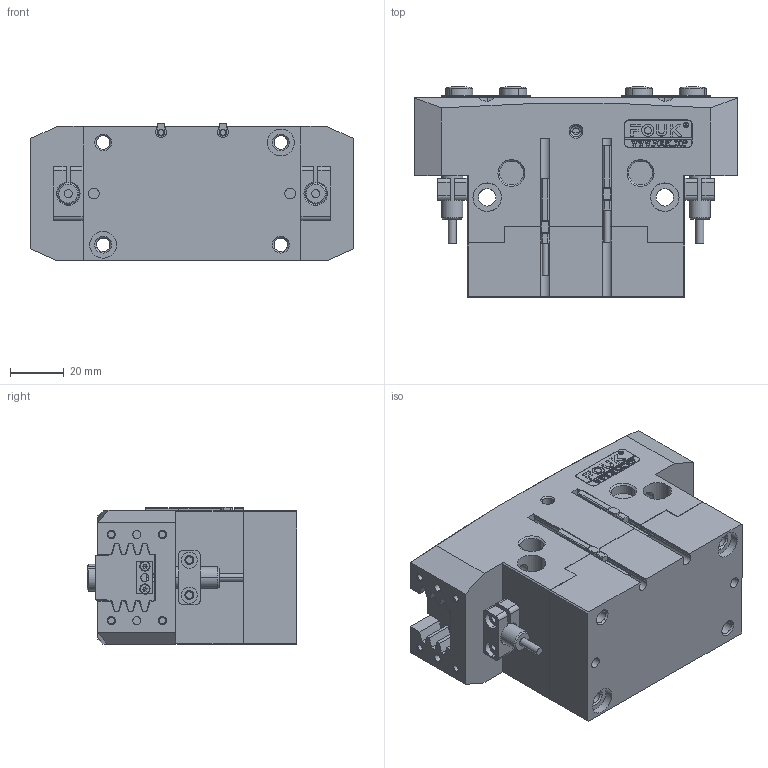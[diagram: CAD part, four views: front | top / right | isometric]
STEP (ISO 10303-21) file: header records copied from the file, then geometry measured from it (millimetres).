
FILE_DESCRIPTION (( 'STEP AP203' ), '1' );
FILE_NAME ('FR46-120-NO.STEP', '2025-01-13T07:37:31', ( 'USER-' ), ( 'Microsoft' ), 'SwSTEP 2.0', 'SolidWorks 2018', '' );
FILE_SCHEMA (( 'CONFIG_CONTROL_DESIGN' ));
Length unit declared in the file: millimetre
Products named in the file (14): TRT46-120-M-02 喘倛賑輸; TRT46-120-M-06 笢猾え; 揤輸蚾饜极; P-GS-T-01 喘倛蚚標釱; ﾏ擎ﾗ10｡ﾁ6; 8x18諉輪羲壽; 埴翐芛_GB_FASTENER_SCREWS_HSHCS M2X8-N; 揤輸杅耀.sldasm-Part-9; 25x10-R1.5; TRT46-120-M-01 喘倛褲极; TRT46-120 喘倛標蛈; FR46-120-NO; TRT46-120-M-22B 晊扥极; 昹親棠覜羲壽
Assembly tree (26 placements, depth 4):
  FR46-120-NO
    TRT46-120 喘倛標蛈
      TRT46-120-M-01 喘倛褲极
      TRT46-120-M-02 喘倛賑輸  x2
      TRT46-120-M-06 笢猾え
      P-GS-T-01 喘倛蚚標釱  x2
      8x18諉輪羲壽  x2
      25x10-R1.5
      揤輸蚾饜极  x2
        揤輸杅耀.sldasm-Part-9
        埴翐芛_GB_FASTENER_SCREWS_HSHCS M2X8-N
      昹親棠覜羲壽  x2
      ﾏ擎ﾗ10｡ﾁ6  x4
    TRT46-120-M-22B 晊扥极
    ﾏ擎ﾗ10｡ﾁ6  x4
Bounding box: 120 x 78 x 51.2 mm (x, y, z)
Volume: 325993.4 mm3; surface area: 86907.4 mm2
Topology: 26 solids, 55 shells, 1548 faces, 3846 edges, 2444 vertices
Faces by surface type: plane 696, cylinder 411, cone 278, bspline 155, torus 8
Entity records: 43170 total; most frequent: CARTESIAN_POINT 13160, ORIENTED_EDGE 5932, DIRECTION 5554, EDGE_CURVE 2966, VERTEX_POINT 1941, AXIS2_PLACEMENT_3D 1875, LINE 1804, VECTOR 1804
